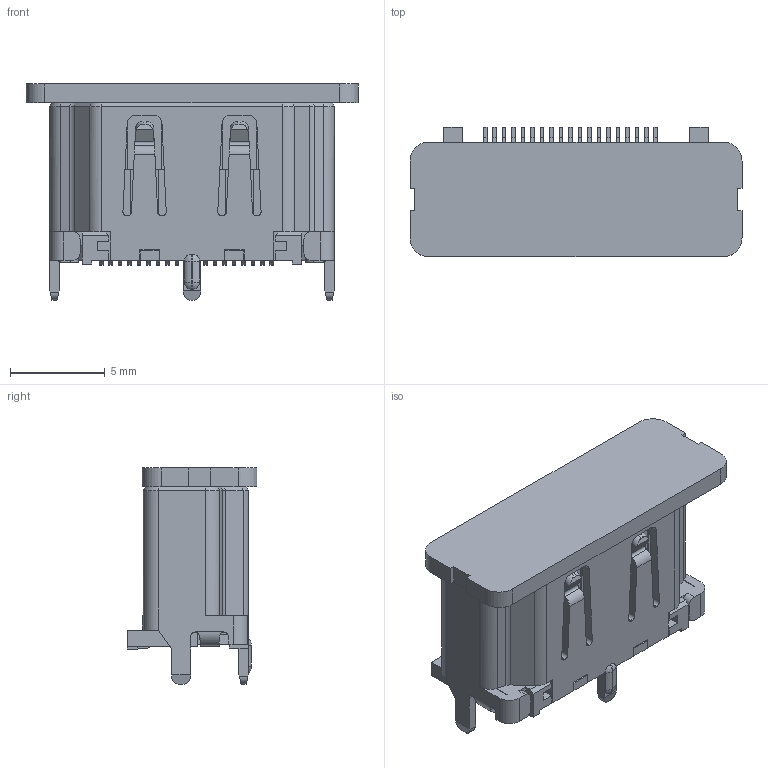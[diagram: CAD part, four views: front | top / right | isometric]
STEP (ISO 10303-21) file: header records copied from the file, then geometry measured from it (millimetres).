
FILE_DESCRIPTION((''),'2;1');
FILE_NAME('476591100','2019-12-19T',('gga'),(''),'PRO/ENGINEER BY PARAMETRIC TECHNOLOGY CORPORATION, 2016010','PRO/ENGINEER BY PARAMETRIC TECHNOLOGY CORPORATION, 2016010','');
FILE_SCHEMA(('CONFIG_CONTROL_DESIGN'));
Length unit declared in the file: millimetre
Products named in the file (1): 476591100
Bounding box: 17.5 x 6.85 x 11.4 mm (x, y, z)
Volume: 519.5 mm3; surface area: 1358.2 mm2
Topology: 1 solids, 1 shells, 930 faces, 2579 edges, 1640 vertices
Faces by surface type: plane 710, cylinder 181, cone 18, bspline 13, sphere 8
Entity records: 29668 total; most frequent: CARTESIAN_POINT 5965, ORIENTED_EDGE 4966, DIRECTION 4694, EDGE_CURVE 2483, VECTOR 2096, LINE 2096, VERTEX_POINT 1552, AXIS2_PLACEMENT_3D 1299
